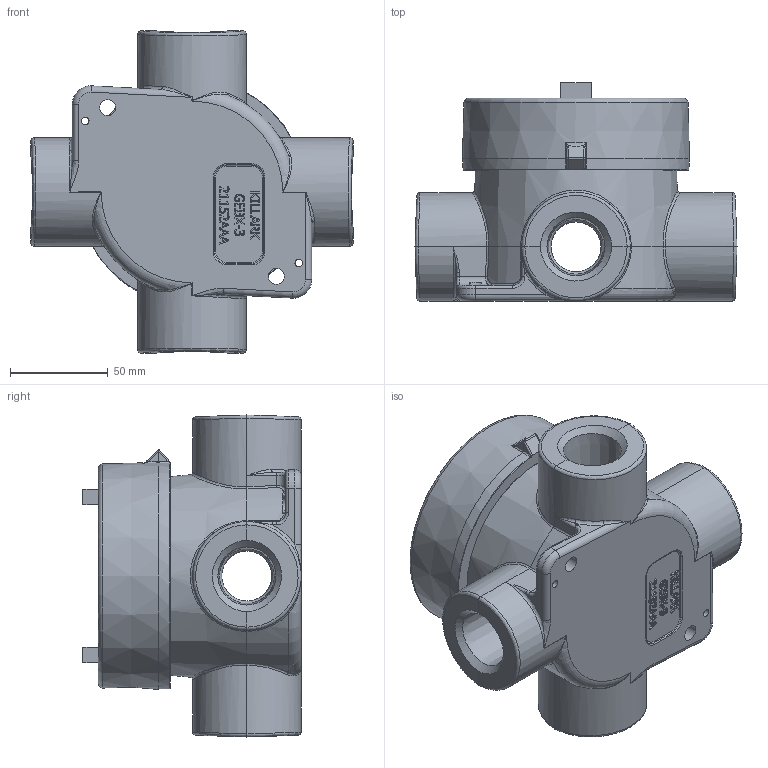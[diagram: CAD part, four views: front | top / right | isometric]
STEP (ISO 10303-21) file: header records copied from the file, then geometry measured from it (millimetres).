
FILE_DESCRIPTION(/* description */ (''),/* implementation_level */ '2;1');
FILE_NAME(/* name */ 'GEBX-3.stp',/* time_stamp */ '2021-02-26T22:26:13+06:00',/* author */ ('lsugumaran'),/* organization */ (''),/* preprocessor_version */ 'ST-DEVELOPER v18',/* originating_system */ 'Autodesk Inventor 2020',/* authorisation */ '');
FILE_SCHEMA (('AUTOMOTIVE_DESIGN { 1 0 10303 214 3 1 1 }'));
Length unit declared in the file: inch
Products named in the file (3): GEBX-2; 21152; 21147-override
Assembly tree (2 placements, depth 2):
  GEBX-2
    21152
    21147-override
Bounding box: 165.1 x 111.89 x 165.1 mm (x, y, z)
Volume: 717483 mm3; surface area: 144479.8 mm2
Topology: 2 solids, 2 shells, 891 faces, 2341 edges, 1477 vertices
Faces by surface type: plane 417, bspline 294, cylinder 99, torus 52, cone 19, sphere 10
Full cylindrical faces by diameter (mm): 3.886 x2, 8.153 x2, 25.73 x4, 97.104 x1, 102.743 x1
Entity records: 60693 total; most frequent: CARTESIAN_POINT 40453, ORIENTED_EDGE 4638, DIRECTION 3370, EDGE_CURVE 2319, VERTEX_POINT 1477, LINE 1296, VECTOR 1296, AXIS2_PLACEMENT_3D 1037
